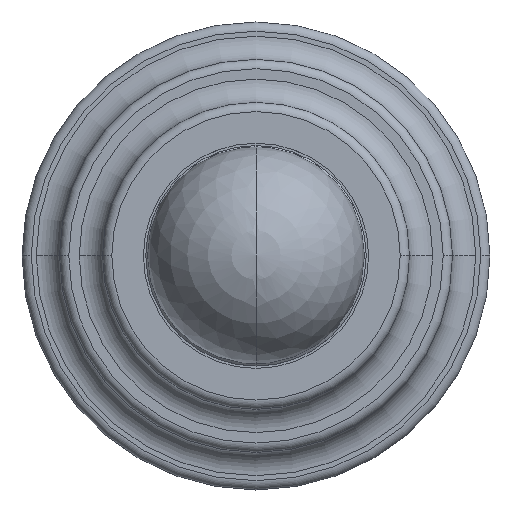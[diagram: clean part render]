
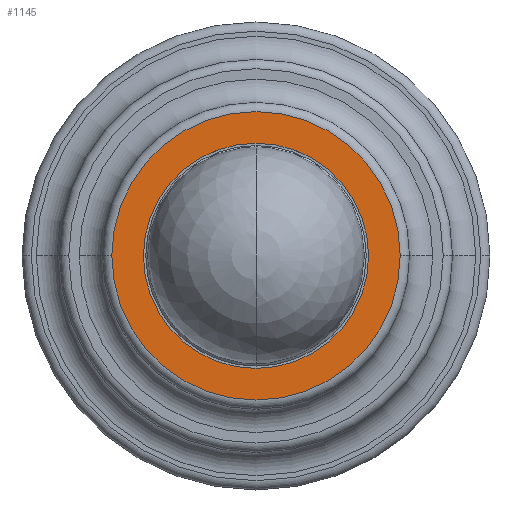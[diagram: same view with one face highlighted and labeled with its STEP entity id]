
A CAD part, top view. The second image highlights one B-rep face of the part: STEP entity #1145.
In plain terms, the highlighted planar face has unit normal (0, 0, 1).
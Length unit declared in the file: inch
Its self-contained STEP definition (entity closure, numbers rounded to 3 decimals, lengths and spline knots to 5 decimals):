
#416=CARTESIAN_POINT('',(0.,0.,0.5));
#417=DIRECTION('',(0.,0.,1.));
#418=DIRECTION('',(-1.,0.,0.));
#419=AXIS2_PLACEMENT_3D('',#416,#417,#418);
#424=CARTESIAN_POINT('',(0.,0.,0.5));
#425=DIRECTION('',(0.,0.,1.));
#426=DIRECTION('',(1.,0.,0.));
#427=AXIS2_PLACEMENT_3D('',#424,#425,#426);
#432=CARTESIAN_POINT('',(0.,0.,0.5));
#433=DIRECTION('',(0.,0.,1.));
#434=DIRECTION('',(0.,-1.,0.));
#435=AXIS2_PLACEMENT_3D('',#432,#433,#434);
#440=CARTESIAN_POINT('',(0.,0.,0.5));
#441=DIRECTION('',(0.,0.,1.));
#442=DIRECTION('',(0.,1.,0.));
#443=AXIS2_PLACEMENT_3D('',#440,#441,#442);
#722=CARTESIAN_POINT('',(-0.607,0.,0.5));
#723=CARTESIAN_POINT('',(0.607,0.,0.5));
#724=VERTEX_POINT('',#722);
#725=VERTEX_POINT('',#723);
#738=CARTESIAN_POINT('',(0.,-0.474,0.5));
#739=CARTESIAN_POINT('',(0.,0.474,0.5));
#740=VERTEX_POINT('',#738);
#741=VERTEX_POINT('',#739);
#1129=CARTESIAN_POINT('',(0.,0.,0.5));
#1130=DIRECTION('',(0.,0.,1.));
#1131=DIRECTION('',(-1.,0.,0.));
#1132=AXIS2_PLACEMENT_3D('',#1129,#1130,#1131);
#1133=PLANE('',#1132);
#1135=ORIENTED_EDGE('',*,*,#1134,.F.);
#1136=ORIENTED_EDGE('',*,*,#1112,.F.);
#1137=EDGE_LOOP('',(#1135,#1136));
#1138=FACE_OUTER_BOUND('',#1137,.F.);
#1140=ORIENTED_EDGE('',*,*,#1139,.T.);
#1142=ORIENTED_EDGE('',*,*,#1141,.T.);
#1143=EDGE_LOOP('',(#1140,#1142));
#1144=FACE_BOUND('',#1143,.F.);
#420=CIRCLE('',#419,0.607);
#428=CIRCLE('',#427,0.607);
#436=CIRCLE('',#435,0.474);
#444=CIRCLE('',#443,0.474);
#1112=EDGE_CURVE('',#725,#724,#428,.T.);
#1134=EDGE_CURVE('',#724,#725,#420,.T.);
#1139=EDGE_CURVE('',#740,#741,#436,.T.);
#1141=EDGE_CURVE('',#741,#740,#444,.T.);
#1145=ADVANCED_FACE('',(#1138,#1144),#1133,.T.);
